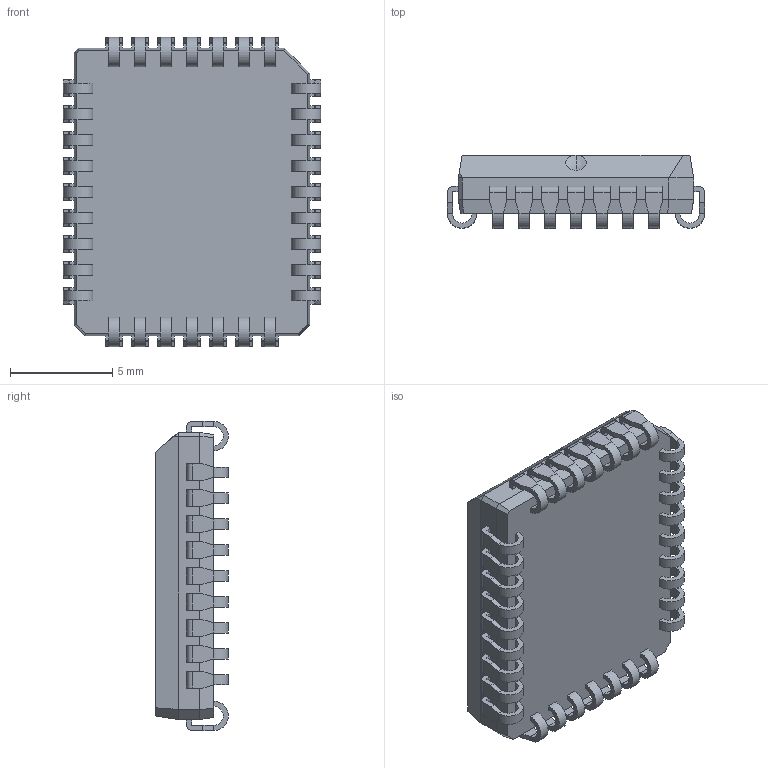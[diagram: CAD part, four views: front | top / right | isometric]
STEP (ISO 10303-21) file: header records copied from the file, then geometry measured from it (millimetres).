
FILE_DESCRIPTION(('FreeCAD Model'),'2;1');
FILE_NAME('PLCC32_7x9.step', '2020-11-05T01:28:47',('Author'),(''), 'Open CASCADE STEP processor 7.4','FreeCAD','Unknown');
FILE_SCHEMA(('AUTOMOTIVE_DESIGN { 1 0 10303 214 1 1 1 1 }'));
Length unit declared in the file: millimetre
Products named in the file (1): Cut
Bounding box: 12.58 x 3.56 x 15.12 mm (x, y, z)
Volume: 460.1 mm3; surface area: 628.9 mm2
Topology: 1 solids, 1 shells, 508 faces, 1281 edges, 805 vertices
Faces by surface type: plane 378, cylinder 128, sphere 2
Entity records: 18530 total; most frequent: CARTESIAN_POINT 2593, DIRECTION 2559, ORIENTED_EDGE 2558, EDGE_CURVE 1279, LINE 1017, VECTOR 1017, VERTEX_POINT 805, AXIS2_PLACEMENT_3D 771
